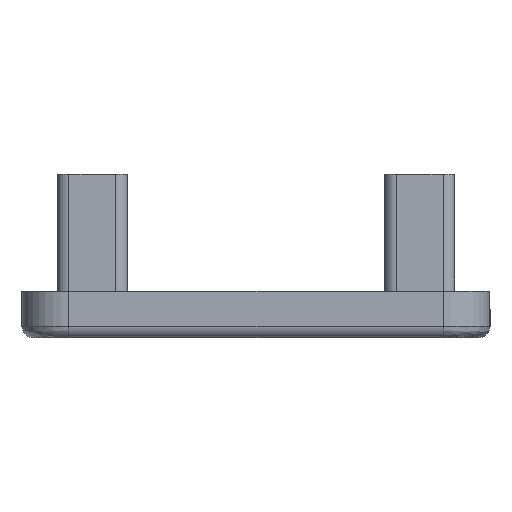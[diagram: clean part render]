
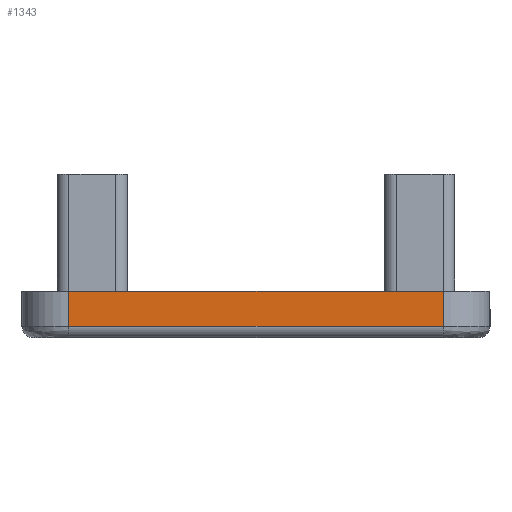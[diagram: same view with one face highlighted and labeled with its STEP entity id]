
A CAD part, front view. The second image highlights one B-rep face of the part: STEP entity #1343.
In plain terms, the highlighted planar face has unit normal (0, -1, 0).
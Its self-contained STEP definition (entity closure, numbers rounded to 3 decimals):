
#71 = VECTOR ( 'NONE', #2324, 1000. ) ;
#80 = VERTEX_POINT ( 'NONE', #2189 ) ;
#96 = ORIENTED_EDGE ( 'NONE', *, *, #2746, .F. ) ;
#202 = DIRECTION ( 'NONE',  ( 0., 1., 0. ) ) ;
#292 = VECTOR ( 'NONE', #1223, 1000. ) ;
#423 = ORIENTED_EDGE ( 'NONE', *, *, #903, .F. ) ;
#486 = VERTEX_POINT ( 'NONE', #1659 ) ;
#527 = ORIENTED_EDGE ( 'NONE', *, *, #1889, .F. ) ;
#574 = LINE ( 'NONE', #1621, #1399 ) ;
#903 = EDGE_CURVE ( 'NONE', #3131, #1073, #3013, .T. ) ;
#926 = DIRECTION ( 'NONE',  ( 1., 0., 0. ) ) ;
#1073 = VERTEX_POINT ( 'NONE', #3318 ) ;
#1101 = EDGE_LOOP ( 'NONE', ( #423, #96, #527, #1791 ) ) ;
#1223 = DIRECTION ( 'NONE',  ( 0., 0., 1. ) ) ;
#1255 = DIRECTION ( 'NONE',  ( 0., 0., 1. ) ) ;
#1343 = ADVANCED_FACE ( 'NONE', ( #3036 ), #3066, .F. ) ;
#1399 = VECTOR ( 'NONE', #2633, 1000. ) ;
#1463 = CARTESIAN_POINT ( 'NONE',  ( -16., -89.005, 0. ) ) ;
#1621 = CARTESIAN_POINT ( 'NONE',  ( 16., -89.005, 0. ) ) ;
#1659 = CARTESIAN_POINT ( 'NONE',  ( -16., -89.005, 1. ) ) ;
#1703 = CARTESIAN_POINT ( 'NONE',  ( -16., -89.005, 4. ) ) ;
#1791 = ORIENTED_EDGE ( 'NONE', *, *, #2444, .F. ) ;
#1889 = EDGE_CURVE ( 'NONE', #80, #486, #2012, .T. ) ;
#2012 = LINE ( 'NONE', #3011, #71 ) ;
#2175 = VECTOR ( 'NONE', #926, 1000. ) ;
#2189 = CARTESIAN_POINT ( 'NONE',  ( 16., -89.005, 1. ) ) ;
#2324 = DIRECTION ( 'NONE',  ( -1., 0., 0. ) ) ;
#2444 = EDGE_CURVE ( 'NONE', #1073, #80, #574, .T. ) ;
#2633 = DIRECTION ( 'NONE',  ( 0., 0., -1. ) ) ;
#2732 = LINE ( 'NONE', #1463, #292 ) ;
#2746 = EDGE_CURVE ( 'NONE', #486, #3131, #2732, .T. ) ;
#2782 = CARTESIAN_POINT ( 'NONE',  ( 20., -89.005, 0. ) ) ;
#3011 = CARTESIAN_POINT ( 'NONE',  ( 20., -89.005, 1. ) ) ;
#3013 = LINE ( 'NONE', #3266, #2175 ) ;
#3023 = AXIS2_PLACEMENT_3D ( 'NONE', #2782, #202, #1255 ) ;
#3036 = FACE_OUTER_BOUND ( 'NONE', #1101, .T. ) ;
#3066 = PLANE ( 'NONE',  #3023 ) ;
#3131 = VERTEX_POINT ( 'NONE', #1703 ) ;
#3266 = CARTESIAN_POINT ( 'NONE',  ( 20., -89.005, 4. ) ) ;
#3318 = CARTESIAN_POINT ( 'NONE',  ( 16., -89.005, 4. ) ) ;
